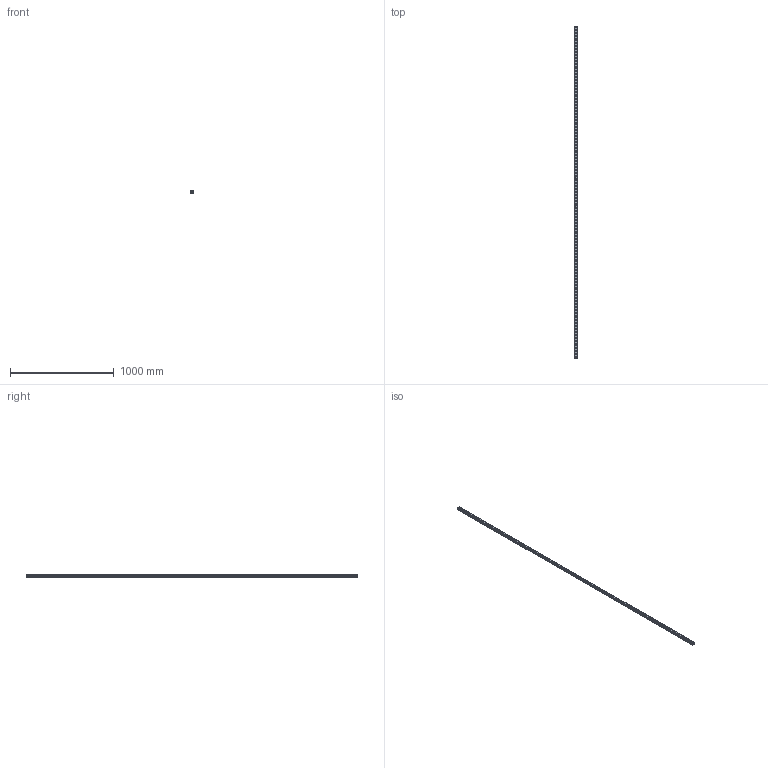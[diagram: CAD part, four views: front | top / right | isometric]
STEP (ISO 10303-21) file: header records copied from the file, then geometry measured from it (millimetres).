
FILE_DESCRIPTION(('STEP AP214'),'1');
FILE_NAME('cctmp_D91CBA7F-DFC2-4B7A-A34B-311E316E6EDC_2021_03_10_12_15_46_0809..stp','2021-03-10T11:15:47',('HIWIN GmbH'),('CADClick - www.CADClick.com'),'Spatial InterOp 3D',' ','unknown authorization');
FILE_SCHEMA(('AUTOMOTIVE_DESIGN'));
Length unit declared in the file: millimetre
Products named in the file (1): RGR25R3200H_FILE
Bounding box: 23 x 3200 x 23.6 mm (x, y, z)
Volume: 1282814.2 mm3; surface area: 397271.3 mm2
Topology: 1 solids, 1 shells, 1080 faces, 2259 edges, 1506 vertices
Faces by surface type: cylinder 660, plane 420
Entity records: 38107 total; most frequent: DIRECTION 5741, CARTESIAN_POINT 4846, ORIENTED_EDGE 4518, AXIS2_PLACEMENT_3D 2401, EDGE_CURVE 2259, VERTEX_POINT 1506, EDGE_LOOP 1405, CIRCLE 1320
